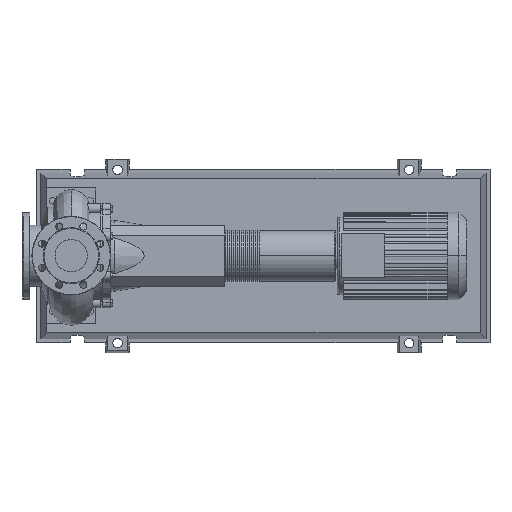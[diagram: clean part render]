
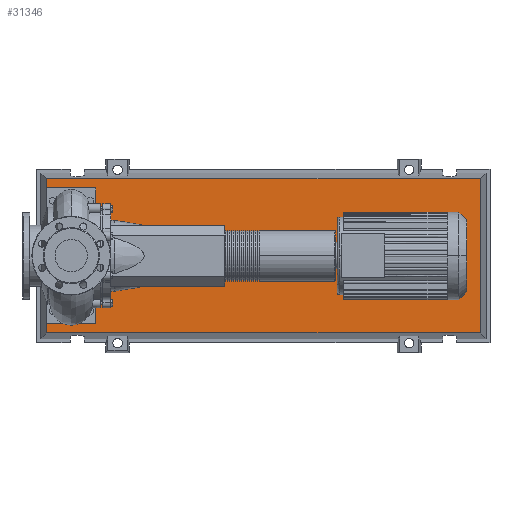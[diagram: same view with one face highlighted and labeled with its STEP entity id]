
A CAD part, top view. The second image highlights one B-rep face of the part: STEP entity #31346.
In plain terms, the highlighted planar face has unit normal (0, 0, 1).
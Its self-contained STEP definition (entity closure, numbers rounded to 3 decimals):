
#31027=CARTESIAN_POINT('',(1037.971,-195.471,103.0));
#31028=VERTEX_POINT('',#31027);
#31035=CARTESIAN_POINT('',(-62.971,-195.471,103.0));
#31036=VERTEX_POINT('',#31035);
#31037=CARTESIAN_POINT('',(1037.971,-195.471,103.0));
#31038=DIRECTION('',(-1.0,0.0,0.0));
#31039=VECTOR('',#31038,1100.941);
#31040=LINE('',#31037,#31039);
#31041=EDGE_CURVE('',#31028,#31036,#31040,.T.);
#31259=CARTESIAN_POINT('',(1037.971,195.471,103.0));
#31260=VERTEX_POINT('',#31259);
#31261=CARTESIAN_POINT('',(1037.971,195.471,103.0));
#31262=DIRECTION('',(0.0,-1.0,0.0));
#31263=VECTOR('',#31262,390.941);
#31264=LINE('',#31261,#31263);
#31265=EDGE_CURVE('',#31260,#31028,#31264,.T.);
#31283=CARTESIAN_POINT('',(-62.971,195.471,103.0));
#31284=VERTEX_POINT('',#31283);
#31285=CARTESIAN_POINT('',(-62.971,-195.471,103.0));
#31286=DIRECTION('',(0.0,1.0,0.0));
#31287=VECTOR('',#31286,390.941);
#31288=LINE('',#31285,#31287);
#31289=EDGE_CURVE('',#31036,#31284,#31288,.T.);
#31322=CARTESIAN_POINT('',(-62.971,195.471,103.0));
#31323=DIRECTION('',(1.0,0.0,0.0));
#31324=VECTOR('',#31323,1100.941);
#31325=LINE('',#31322,#31324);
#31326=EDGE_CURVE('',#31284,#31260,#31325,.T.);
#31335=CARTESIAN_POINT('',(487.5,0.,103.0));
#31336=DIRECTION('',(0.0,0.0,1.0));
#31337=DIRECTION('',(1.0,0.0,0.0));
#31338=AXIS2_PLACEMENT_3D('',#31335,#31336,#31337);
#31339=PLANE('',#31338);
#31340=ORIENTED_EDGE('',*,*,#31265,.F.);
#31341=ORIENTED_EDGE('',*,*,#31326,.F.);
#31342=ORIENTED_EDGE('',*,*,#31289,.F.);
#31343=ORIENTED_EDGE('',*,*,#31041,.F.);
#31344=EDGE_LOOP('',(#31340,#31341,#31342,#31343));
#31345=FACE_OUTER_BOUND('',#31344,.T.);
#31346=ADVANCED_FACE('',(#31345),#31339,.T.);
